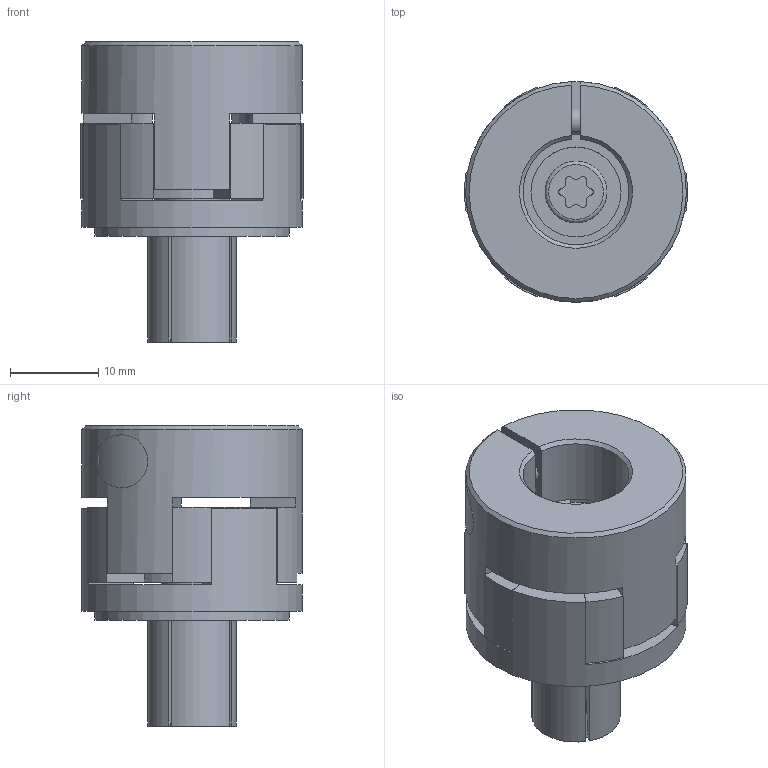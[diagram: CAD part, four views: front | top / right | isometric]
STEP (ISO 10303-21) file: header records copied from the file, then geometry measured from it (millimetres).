
FILE_DESCRIPTION(/* description */ ('STEP AP214'),/* implementation_level */ '2;1');
FILE_NAME(/* name */ '5029897_EAMD-25-22-12-10X12',/* time_stamp */ '2024-08-26T19:45:32+02:00',/* author */ ('License CC BY-ND 4.0'),/* organization */ ('CADENAS'),/* preprocessor_version */ 'ST-DEVELOPER v19.3',/* originating_system */ 'PARTsolutions',/* authorisation */ ' ');
FILE_SCHEMA (('AUTOMOTIVE_DESIGN {1 0 10303 214 3 1 1}'));
Length unit declared in the file: millimetre
Products named in the file (1): 5029897 EAMD-25-22-12-10x12
Bounding box: 25.26 x 25 x 34 mm (x, y, z)
Volume: 9285.3 mm3; surface area: 5548.5 mm2
Topology: 1 solids, 2 shells, 146 faces, 414 edges, 266 vertices
Faces by surface type: plane 66, cylinder 60, cone 18, torus 2
Full cylindrical faces by diameter (mm): 2.459 x1, 3 x1, 3.242 x1, 3.4 x1, 4 x1, 5.5 x1, 6 x1, 7 x1, 10.2 x1, 22 x1, 25 x1
Entity records: 5743 total; most frequent: CARTESIAN_POINT 912, DIRECTION 819, ORIENTED_EDGE 780, EDGE_CURVE 390, AXIS2_PLACEMENT_3D 313, VERTEX_POINT 259, LINE 193, VECTOR 193
